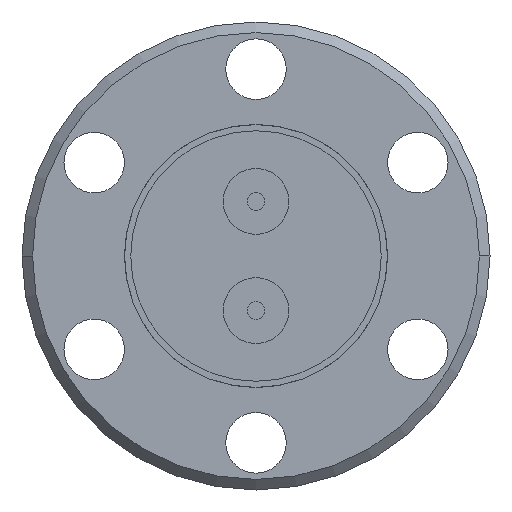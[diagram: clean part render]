
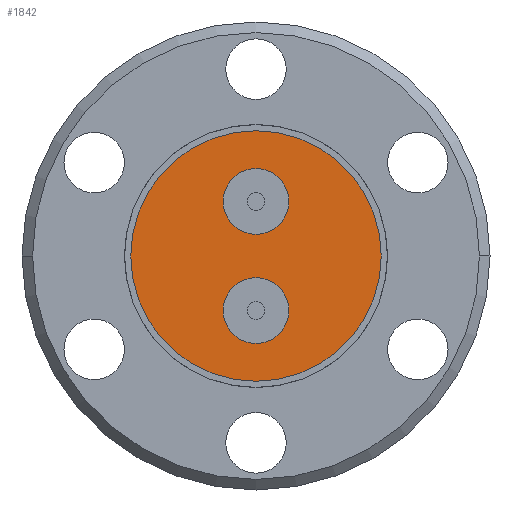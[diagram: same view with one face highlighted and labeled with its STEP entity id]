
A CAD part, front view. The second image highlights one B-rep face of the part: STEP entity #1842.
In plain terms, the highlighted planar face has unit normal (0, -1, 0).
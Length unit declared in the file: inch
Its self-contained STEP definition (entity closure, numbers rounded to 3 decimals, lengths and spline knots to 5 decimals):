
#21 = AXIS2_PLACEMENT_3D ( 'NONE', #831, #1376, #2052 ) ;
#22 = EDGE_CURVE ( 'NONE', #1363, #1984, #2121, .T. ) ;
#60 = DIRECTION ( 'NONE',  ( 1., 0., 0. ) ) ;
#118 = AXIS2_PLACEMENT_3D ( 'NONE', #641, #631, #1343 ) ;
#198 = AXIS2_PLACEMENT_3D ( 'NONE', #753, #2100, #740 ) ;
#220 = AXIS2_PLACEMENT_3D ( 'NONE', #229, #1901, #373 ) ;
#229 = CARTESIAN_POINT ( 'NONE',  ( 0., -1.02, 0. ) ) ;
#234 = FACE_BOUND ( 'NONE', #985, .T. ) ;
#317 = DIRECTION ( 'NONE',  ( 1., 0., 0. ) ) ;
#373 = DIRECTION ( 'NONE',  ( 1., 0., 0. ) ) ;
#379 = ORIENTED_EDGE ( 'NONE', *, *, #1518, .T. ) ;
#419 = CARTESIAN_POINT ( 'NONE',  ( 0., -1.02, 0. ) ) ;
#424 = CARTESIAN_POINT ( 'NONE',  ( 0., -1.02, -0.155 ) ) ;
#432 = CARTESIAN_POINT ( 'NONE',  ( 0., -1.02, -0.2485 ) ) ;
#436 = CIRCLE ( 'NONE', #1291, 0.0935 ) ;
#495 = ORIENTED_EDGE ( 'NONE', *, *, #22, .F. ) ;
#631 = DIRECTION ( 'NONE',  ( 0., -1., 0. ) ) ;
#641 = CARTESIAN_POINT ( 'NONE',  ( 0., -1.02, 0. ) ) ;
#740 = DIRECTION ( 'NONE',  ( 1., 0., 0. ) ) ;
#753 = CARTESIAN_POINT ( 'NONE',  ( 0., -1.02, 0.155 ) ) ;
#831 = CARTESIAN_POINT ( 'NONE',  ( 0., -1.02, -0.155 ) ) ;
#870 = EDGE_CURVE ( 'NONE', #1781, #1371, #1549, .T. ) ;
#913 = ORIENTED_EDGE ( 'NONE', *, *, #1580, .T. ) ;
#936 = CIRCLE ( 'NONE', #118, 0.356 ) ;
#985 = EDGE_LOOP ( 'NONE', ( #2162, #495 ) ) ;
#1040 = AXIS2_PLACEMENT_3D ( 'NONE', #424, #2123, #2137 ) ;
#1212 = CIRCLE ( 'NONE', #220, 0.356 ) ;
#1238 = DIRECTION ( 'NONE',  ( 0., -1., 0. ) ) ;
#1280 = PLANE ( 'NONE',  #2036 ) ;
#1291 = AXIS2_PLACEMENT_3D ( 'NONE', #2006, #1838, #317 ) ;
#1322 = CARTESIAN_POINT ( 'NONE',  ( 0., -1.02, 0.2485 ) ) ;
#1343 = DIRECTION ( 'NONE',  ( 1., 0., 0. ) ) ;
#1348 = CARTESIAN_POINT ( 'NONE',  ( 0., -1.02, 0.0615 ) ) ;
#1363 = VERTEX_POINT ( 'NONE', #1348 ) ;
#1371 = VERTEX_POINT ( 'NONE', #1542 ) ;
#1376 = DIRECTION ( 'NONE',  ( 0., 1., 0. ) ) ;
#1420 = VERTEX_POINT ( 'NONE', #1739 ) ;
#1484 = CARTESIAN_POINT ( 'NONE',  ( 0.356, -1.02, 0. ) ) ;
#1518 = EDGE_CURVE ( 'NONE', #2205, #1420, #1212, .T. ) ;
#1542 = CARTESIAN_POINT ( 'NONE',  ( 0., -1.02, -0.0615 ) ) ;
#1549 = CIRCLE ( 'NONE', #21, 0.0935 ) ;
#1572 = FACE_BOUND ( 'NONE', #1732, .T. ) ;
#1580 = EDGE_CURVE ( 'NONE', #1371, #1781, #1932, .T. ) ;
#1585 = FACE_OUTER_BOUND ( 'NONE', #1720, .T. ) ;
#1720 = EDGE_LOOP ( 'NONE', ( #379, #2194 ) ) ;
#1732 = EDGE_LOOP ( 'NONE', ( #2093, #913 ) ) ;
#1739 = CARTESIAN_POINT ( 'NONE',  ( -0.356, -1.02, 0. ) ) ;
#1781 = VERTEX_POINT ( 'NONE', #432 ) ;
#1838 = DIRECTION ( 'NONE',  ( 0., -1., 0. ) ) ;
#1842 = ADVANCED_FACE ( 'NONE', ( #1572, #234, #1585 ), #1280, .T. ) ;
#1901 = DIRECTION ( 'NONE',  ( 0., -1., 0. ) ) ;
#1932 = CIRCLE ( 'NONE', #1040, 0.0935 ) ;
#1934 = EDGE_CURVE ( 'NONE', #1420, #2205, #936, .T. ) ;
#1962 = EDGE_CURVE ( 'NONE', #1984, #1363, #436, .T. ) ;
#1984 = VERTEX_POINT ( 'NONE', #1322 ) ;
#2006 = CARTESIAN_POINT ( 'NONE',  ( 0., -1.02, 0.155 ) ) ;
#2036 = AXIS2_PLACEMENT_3D ( 'NONE', #419, #1238, #60 ) ;
#2052 = DIRECTION ( 'NONE',  ( 1., 0., 0. ) ) ;
#2093 = ORIENTED_EDGE ( 'NONE', *, *, #870, .T. ) ;
#2100 = DIRECTION ( 'NONE',  ( 0., -1., 0. ) ) ;
#2121 = CIRCLE ( 'NONE', #198, 0.0935 ) ;
#2123 = DIRECTION ( 'NONE',  ( 0., 1., 0. ) ) ;
#2137 = DIRECTION ( 'NONE',  ( 1., 0., 0. ) ) ;
#2162 = ORIENTED_EDGE ( 'NONE', *, *, #1962, .F. ) ;
#2194 = ORIENTED_EDGE ( 'NONE', *, *, #1934, .T. ) ;
#2205 = VERTEX_POINT ( 'NONE', #1484 ) ;
